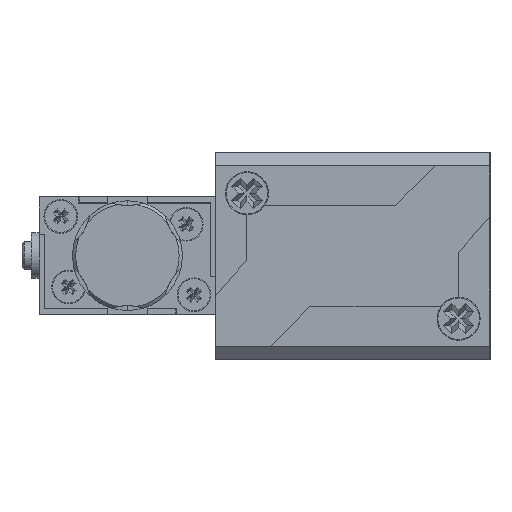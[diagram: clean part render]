
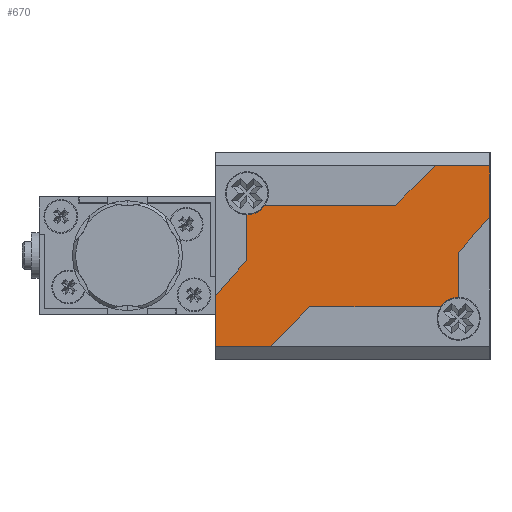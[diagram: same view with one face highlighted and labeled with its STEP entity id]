
A CAD part, left-side view. The second image highlights one B-rep face of the part: STEP entity #670.
In plain terms, the highlighted face is planar.
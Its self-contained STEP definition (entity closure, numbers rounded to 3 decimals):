
#670 = ADVANCED_FACE ( 'NONE', ( #10227 ), #12238, .T. ) ;
#1356 = AXIS2_PLACEMENT_3D ( 'NONE', #12239, #12240, #12241 ) ;
#4648 = EDGE_CURVE ( 'NONE', #11766, #8260, #15937, .T. ) ;
#4692 = EDGE_CURVE ( 'NONE', #11800, #11798, #14464, .T. ) ;
#4696 = EDGE_CURVE ( 'NONE', #19109, #19087, #14472, .T. ) ;
#4702 = EDGE_CURVE ( 'NONE', #19087, #19122, #14484, .T. ) ;
#4704 = EDGE_CURVE ( 'NONE', #19088, #11800, #14488, .T. ) ;
#4713 = EDGE_CURVE ( 'NONE', #19122, #19099, #14505, .T. ) ;
#4715 = EDGE_CURVE ( 'NONE', #19099, #19100, #14509, .T. ) ;
#4716 = EDGE_CURVE ( 'NONE', #19085, #19102, #14511, .T. ) ;
#4719 = EDGE_CURVE ( 'NONE', #19102, #19088, #14517, .T. ) ;
#4721 = EDGE_CURVE ( 'NONE', #11798, #19084, #14521, .T. ) ;
#4722 = EDGE_CURVE ( 'NONE', #19084, #8260, #14523, .T. ) ;
#4723 = EDGE_CURVE ( 'NONE', #11766, #19104, #14525, .T. ) ;
#4725 = EDGE_CURVE ( 'NONE', #19104, #19109, #14529, .T. ) ;
#4726 = EDGE_CURVE ( 'NONE', #19085, #19100, #14532, .T. ) ;
#5496 = ORIENTED_EDGE ( 'NONE', *, *, #4726, .F. ) ;
#5497 = ORIENTED_EDGE ( 'NONE', *, *, #4716, .T. ) ;
#5498 = ORIENTED_EDGE ( 'NONE', *, *, #4719, .T. ) ;
#5499 = ORIENTED_EDGE ( 'NONE', *, *, #4704, .T. ) ;
#5500 = ORIENTED_EDGE ( 'NONE', *, *, #4692, .T. ) ;
#5501 = ORIENTED_EDGE ( 'NONE', *, *, #4721, .T. ) ;
#5502 = ORIENTED_EDGE ( 'NONE', *, *, #4722, .T. ) ;
#5503 = ORIENTED_EDGE ( 'NONE', *, *, #4648, .F. ) ;
#5504 = ORIENTED_EDGE ( 'NONE', *, *, #4723, .T. ) ;
#5505 = ORIENTED_EDGE ( 'NONE', *, *, #4725, .T. ) ;
#5506 = ORIENTED_EDGE ( 'NONE', *, *, #4696, .T. ) ;
#5507 = ORIENTED_EDGE ( 'NONE', *, *, #4702, .T. ) ;
#5508 = ORIENTED_EDGE ( 'NONE', *, *, #4713, .T. ) ;
#5509 = ORIENTED_EDGE ( 'NONE', *, *, #4715, .T. ) ;
#6445 = AXIS2_PLACEMENT_3D ( 'NONE', #18031, #18032, #18033 ) ;
#6455 = AXIS2_PLACEMENT_3D ( 'NONE', #18197, #18198, #18199 ) ;
#8260 = VERTEX_POINT ( 'NONE', #9617 ) ;
#9346 = EDGE_LOOP ( 'NONE', ( #5496, #5497, #5498, #5499, #5500, #5501, #5502, #5503, #5504, #5505, #5506, #5507, #5508, #5509 ) ) ;
#9617 = CARTESIAN_POINT ( 'NONE',  ( 6.5, 11.195, 4. ) ) ;
#9772 = CARTESIAN_POINT ( 'NONE',  ( 5.25, 13.5, 4. ) ) ;
#9791 = CARTESIAN_POINT ( 'NONE',  ( 11.5, -10.5, 4. ) ) ;
#9792 = CARTESIAN_POINT ( 'NONE',  ( 11.5, -17.5, 4. ) ) ;
#10227 = FACE_OUTER_BOUND ( 'NONE', #9346, .T. ) ;
#11766 = VERTEX_POINT ( 'NONE', #9772 ) ;
#11798 = VERTEX_POINT ( 'NONE', #9791 ) ;
#11800 = VERTEX_POINT ( 'NONE', #9792 ) ;
#12238 = PLANE ( 'NONE',  #1356 ) ;
#12239 = CARTESIAN_POINT ( 'NONE',  ( -11.5, 17.5, 4. ) ) ;
#12240 = DIRECTION ( 'NONE',  ( 0., 0., 1. ) ) ;
#12241 = DIRECTION ( 'NONE',  ( 1., 0., 0. ) ) ;
#14464 = LINE ( 'NONE', #18128, #14465 ) ;
#14465 = VECTOR ( 'NONE', #18129, 1000. ) ;
#14472 = LINE ( 'NONE', #18136, #14473 ) ;
#14473 = VECTOR ( 'NONE', #18137, 1000. ) ;
#14484 = LINE ( 'NONE', #18148, #14485 ) ;
#14485 = VECTOR ( 'NONE', #18149, 1000. ) ;
#14488 = LINE ( 'NONE', #18152, #14489 ) ;
#14489 = VECTOR ( 'NONE', #18153, 1000. ) ;
#14505 = LINE ( 'NONE', #18171, #14506 ) ;
#14506 = VECTOR ( 'NONE', #18172, 1000. ) ;
#14509 = LINE ( 'NONE', #18175, #14510 ) ;
#14510 = VECTOR ( 'NONE', #18176, 1000. ) ;
#14511 = LINE ( 'NONE', #18177, #14512 ) ;
#14512 = VECTOR ( 'NONE', #18178, 1000. ) ;
#14517 = LINE ( 'NONE', #18183, #14518 ) ;
#14518 = VECTOR ( 'NONE', #18184, 1000. ) ;
#14521 = LINE ( 'NONE', #18187, #14522 ) ;
#14522 = VECTOR ( 'NONE', #18188, 1000. ) ;
#14523 = LINE ( 'NONE', #18189, #14524 ) ;
#14524 = VECTOR ( 'NONE', #18190, 1000. ) ;
#14525 = LINE ( 'NONE', #18191, #14526 ) ;
#14526 = VECTOR ( 'NONE', #18192, 1000. ) ;
#14529 = LINE ( 'NONE', #18195, #14530 ) ;
#14530 = VECTOR ( 'NONE', #18196, 1000. ) ;
#14532 = CIRCLE ( 'NONE', #6455, 2.75 ) ;
#15937 = CIRCLE ( 'NONE', #6445, 2.75 ) ;
#18031 = CARTESIAN_POINT ( 'NONE',  ( 8., 13.5, 4. ) ) ;
#18032 = DIRECTION ( 'NONE',  ( 0., 0., 1. ) ) ;
#18033 = DIRECTION ( 'NONE',  ( 1., 0., 0. ) ) ;
#18128 = CARTESIAN_POINT ( 'NONE',  ( 11.5, -17.5, 4. ) ) ;
#18129 = DIRECTION ( 'NONE',  ( 0., 1., 0. ) ) ;
#18136 = CARTESIAN_POINT ( 'NONE',  ( -5., 17.5, 4. ) ) ;
#18137 = DIRECTION ( 'NONE',  ( -1., 0., 0. ) ) ;
#18148 = CARTESIAN_POINT ( 'NONE',  ( -11.5, 17.5, 4. ) ) ;
#18149 = DIRECTION ( 'NONE',  ( 0., -1., 0. ) ) ;
#18152 = CARTESIAN_POINT ( 'NONE',  ( 5., -17.5, 4. ) ) ;
#18153 = DIRECTION ( 'NONE',  ( 1., 0., 0. ) ) ;
#18171 = CARTESIAN_POINT ( 'NONE',  ( -11.5, 10.5, 4. ) ) ;
#18172 = DIRECTION ( 'NONE',  ( 0.707, -0.707, 0. ) ) ;
#18175 = CARTESIAN_POINT ( 'NONE',  ( -6.5, -13.5, 4. ) ) ;
#18176 = DIRECTION ( 'NONE',  ( 0., -1., 0. ) ) ;
#18177 = CARTESIAN_POINT ( 'NONE',  ( -6.5, -13.5, 4. ) ) ;
#18178 = DIRECTION ( 'NONE',  ( 1., 0., 0. ) ) ;
#18183 = CARTESIAN_POINT ( 'NONE',  ( 0.5, -13.5, 4. ) ) ;
#18184 = DIRECTION ( 'NONE',  ( 0.747, -0.664, 0. ) ) ;
#18187 = CARTESIAN_POINT ( 'NONE',  ( 6.5, -5.5, 4. ) ) ;
#18188 = DIRECTION ( 'NONE',  ( -0.707, 0.707, 0. ) ) ;
#18189 = CARTESIAN_POINT ( 'NONE',  ( 6.5, 13.5, 4. ) ) ;
#18190 = DIRECTION ( 'NONE',  ( 0., 1., 0. ) ) ;
#18191 = CARTESIAN_POINT ( 'NONE',  ( -0.5, 13.5, 4. ) ) ;
#18192 = DIRECTION ( 'NONE',  ( -1., 0., 0. ) ) ;
#18195 = CARTESIAN_POINT ( 'NONE',  ( -5., 17.5, 4. ) ) ;
#18196 = DIRECTION ( 'NONE',  ( -0.747, 0.664, 0. ) ) ;
#18197 = CARTESIAN_POINT ( 'NONE',  ( -8., -13.5, 4. ) ) ;
#18198 = DIRECTION ( 'NONE',  ( 0., 0., 1. ) ) ;
#18199 = DIRECTION ( 'NONE',  ( 1., 0., 0. ) ) ;
#18263 = CARTESIAN_POINT ( 'NONE',  ( 6.5, -5.5, 4. ) ) ;
#18264 = CARTESIAN_POINT ( 'NONE',  ( -5.25, -13.5, 4. ) ) ;
#18266 = CARTESIAN_POINT ( 'NONE',  ( -11.5, 17.5, 4. ) ) ;
#18267 = CARTESIAN_POINT ( 'NONE',  ( 5., -17.5, 4. ) ) ;
#18278 = CARTESIAN_POINT ( 'NONE',  ( -6.5, 5.5, 4. ) ) ;
#18279 = CARTESIAN_POINT ( 'NONE',  ( -6.5, -11.195, 4. ) ) ;
#18281 = CARTESIAN_POINT ( 'NONE',  ( 0.5, -13.5, 4. ) ) ;
#18283 = CARTESIAN_POINT ( 'NONE',  ( -0.5, 13.5, 4. ) ) ;
#18288 = CARTESIAN_POINT ( 'NONE',  ( -5., 17.5, 4. ) ) ;
#18301 = CARTESIAN_POINT ( 'NONE',  ( -11.5, 10.5, 4. ) ) ;
#19084 = VERTEX_POINT ( 'NONE', #18263 ) ;
#19085 = VERTEX_POINT ( 'NONE', #18264 ) ;
#19087 = VERTEX_POINT ( 'NONE', #18266 ) ;
#19088 = VERTEX_POINT ( 'NONE', #18267 ) ;
#19099 = VERTEX_POINT ( 'NONE', #18278 ) ;
#19100 = VERTEX_POINT ( 'NONE', #18279 ) ;
#19102 = VERTEX_POINT ( 'NONE', #18281 ) ;
#19104 = VERTEX_POINT ( 'NONE', #18283 ) ;
#19109 = VERTEX_POINT ( 'NONE', #18288 ) ;
#19122 = VERTEX_POINT ( 'NONE', #18301 ) ;
